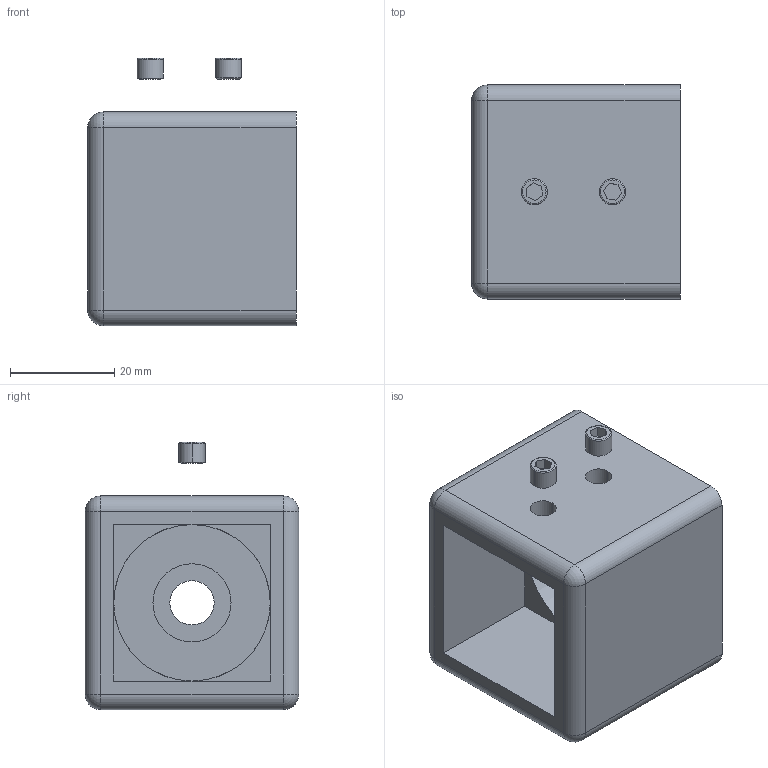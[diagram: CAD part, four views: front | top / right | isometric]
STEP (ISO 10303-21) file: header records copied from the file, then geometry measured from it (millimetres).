
FILE_DESCRIPTION (( 'STEP AP203' ), '1' );
FILE_NAME ('3D_GB3252_30x30_188706740.STEP', '2024-10-17T10:44:48', ( '' ), ( '' ), 'SwSTEP 2.0', 'SolidWorks 2024', '' );
FILE_SCHEMA (( 'CONFIG_CONTROL_DESIGN' ));
Length unit declared in the file: millimetre
Products named in the file (1): 3D_GB3252_30x30_188706740
Bounding box: 40 x 41 x 51.29 mm (x, y, z)
Volume: 40150.2 mm3; surface area: 13433.7 mm2
Topology: 3 solids, 3 shells, 72 faces, 163 edges, 96 vertices
Faces by surface type: plane 38, cylinder 22, sphere 4, torus 4, cone 4
Entity records: 2106 total; most frequent: CARTESIAN_POINT 388, DIRECTION 365, ORIENTED_EDGE 318, EDGE_CURVE 159, AXIS2_PLACEMENT_3D 135, VERTEX_POINT 96, VECTOR 95, LINE 95
